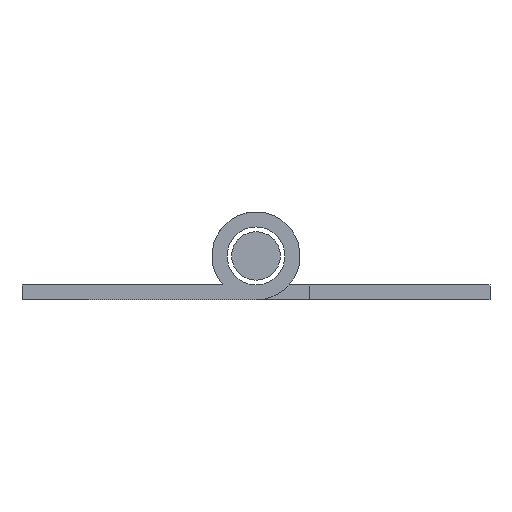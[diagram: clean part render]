
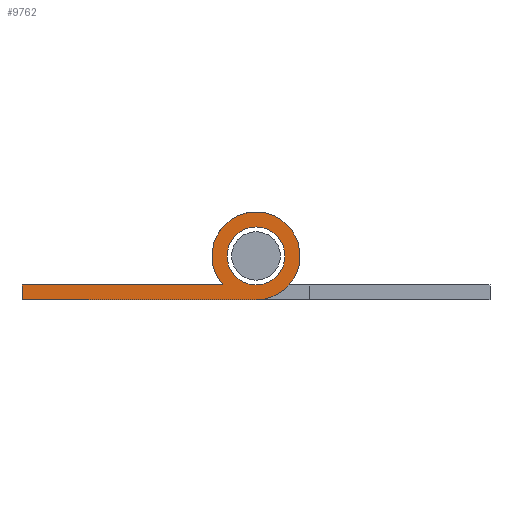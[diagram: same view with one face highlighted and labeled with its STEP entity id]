
A CAD part, front view. The second image highlights one B-rep face of the part: STEP entity #9762.
In plain terms, the highlighted planar face has unit normal (0, -1, 0).
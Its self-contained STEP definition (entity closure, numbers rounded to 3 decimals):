
#468 = LINE ( 'NONE', #15852, #16103 ) ;
#471 = CARTESIAN_POINT ( 'NONE',  ( -12.5, -500., -1.55 ) ) ;
#472 = CARTESIAN_POINT ( 'NONE',  ( -12.5, -500., -2.35 ) ) ;
#473 = DIRECTION ( 'NONE',  ( 0., 0., 1. ) ) ;
#474 = VECTOR ( 'NONE', #473, 1000. ) ;
#475 = CARTESIAN_POINT ( 'NONE',  ( -12.5, -500., -1.55 ) ) ;
#481 = LINE ( 'NONE', #475, #474 ) ;
#519 = DIRECTION ( 'NONE',  ( 1., 0., 0. ) ) ;
#520 = VECTOR ( 'NONE', #519, 1000. ) ;
#521 = CARTESIAN_POINT ( 'NONE',  ( -1.766, -500., -1.55 ) ) ;
#522 = LINE ( 'NONE', #521, #520 ) ;
#523 = CARTESIAN_POINT ( 'NONE',  ( -1.766, -500., -1.55 ) ) ;
#525 = DIRECTION ( 'NONE',  ( 0., 0., 1. ) ) ;
#526 = DIRECTION ( 'NONE',  ( 0., 1., 0. ) ) ;
#527 = CARTESIAN_POINT ( 'NONE',  ( 0., -500., 0. ) ) ;
#528 = AXIS2_PLACEMENT_3D ( 'NONE', #527, #526, #525 ) ;
#529 = CIRCLE ( 'NONE', #528, 2.35 ) ;
#530 = CARTESIAN_POINT ( 'NONE',  ( 0., -500., -2.35 ) ) ;
#591 = PLANE ( 'NONE',  #653 ) ;
#592 = FACE_BOUND ( 'NONE', #9696, .T. ) ;
#593 = FACE_OUTER_BOUND ( 'NONE', #9763, .T. ) ;
#619 = DIRECTION ( 'NONE',  ( 0., 0., 1. ) ) ;
#620 = DIRECTION ( 'NONE',  ( 0., 1., 0. ) ) ;
#621 = CARTESIAN_POINT ( 'NONE',  ( 0., -500., 0. ) ) ;
#622 = AXIS2_PLACEMENT_3D ( 'NONE', #621, #620, #619 ) ;
#623 = CIRCLE ( 'NONE', #622, 1.55 ) ;
#650 = DIRECTION ( 'NONE',  ( 0., 0., 1. ) ) ;
#651 = DIRECTION ( 'NONE',  ( 0., 1., 0. ) ) ;
#652 = CARTESIAN_POINT ( 'NONE',  ( 0., -500., 0. ) ) ;
#653 = AXIS2_PLACEMENT_3D ( 'NONE', #652, #651, #650 ) ;
#5303 = CARTESIAN_POINT ( 'NONE',  ( 0., -500., -1.55 ) ) ;
#5304 = DIRECTION ( 'NONE',  ( 0., 0., 1. ) ) ;
#5305 = DIRECTION ( 'NONE',  ( 0., 1., 0. ) ) ;
#5306 = CARTESIAN_POINT ( 'NONE',  ( 0., -500., 0. ) ) ;
#5307 = AXIS2_PLACEMENT_3D ( 'NONE', #5306, #5305, #5304 ) ;
#5308 = CIRCLE ( 'NONE', #5307, 1.55 ) ;
#5309 = CARTESIAN_POINT ( 'NONE',  ( 0., -500., 1.55 ) ) ;
#9683 = EDGE_CURVE ( 'NONE', #9684, #9685, #481, .T. ) ;
#9684 = VERTEX_POINT ( 'NONE', #472 ) ;
#9685 = VERTEX_POINT ( 'NONE', #471 ) ;
#9686 = ORIENTED_EDGE ( 'NONE', *, *, #9687, .F. ) ;
#9687 = EDGE_CURVE ( 'NONE', #9688, #9684, #468, .T. ) ;
#9688 = VERTEX_POINT ( 'NONE', #530 ) ;
#9689 = ORIENTED_EDGE ( 'NONE', *, *, #9690, .F. ) ;
#9690 = EDGE_CURVE ( 'NONE', #9692, #9688, #529, .T. ) ;
#9692 = VERTEX_POINT ( 'NONE', #523 ) ;
#9694 = ORIENTED_EDGE ( 'NONE', *, *, #9695, .F. ) ;
#9695 = EDGE_CURVE ( 'NONE', #9685, #9692, #522, .T. ) ;
#9696 = EDGE_LOOP ( 'NONE', ( #9748, #9749 ) ) ;
#9748 = ORIENTED_EDGE ( 'NONE', *, *, #12651, .T. ) ;
#9749 = ORIENTED_EDGE ( 'NONE', *, *, #9750, .T. ) ;
#9750 = EDGE_CURVE ( 'NONE', #12649, #12652, #623, .T. ) ;
#9762 = ADVANCED_FACE ( 'NONE', ( #593, #592 ), #591, .F. ) ;
#9763 = EDGE_LOOP ( 'NONE', ( #9764, #9686, #9689, #9694 ) ) ;
#9764 = ORIENTED_EDGE ( 'NONE', *, *, #9683, .F. ) ;
#12649 = VERTEX_POINT ( 'NONE', #5309 ) ;
#12651 = EDGE_CURVE ( 'NONE', #12652, #12649, #5308, .T. ) ;
#12652 = VERTEX_POINT ( 'NONE', #5303 ) ;
#15588 = DIRECTION ( 'NONE',  ( -1., 0., 0. ) ) ;
#15852 = CARTESIAN_POINT ( 'NONE',  ( -12.5, -500., -2.35 ) ) ;
#16103 = VECTOR ( 'NONE', #15588, 1000. ) ;
